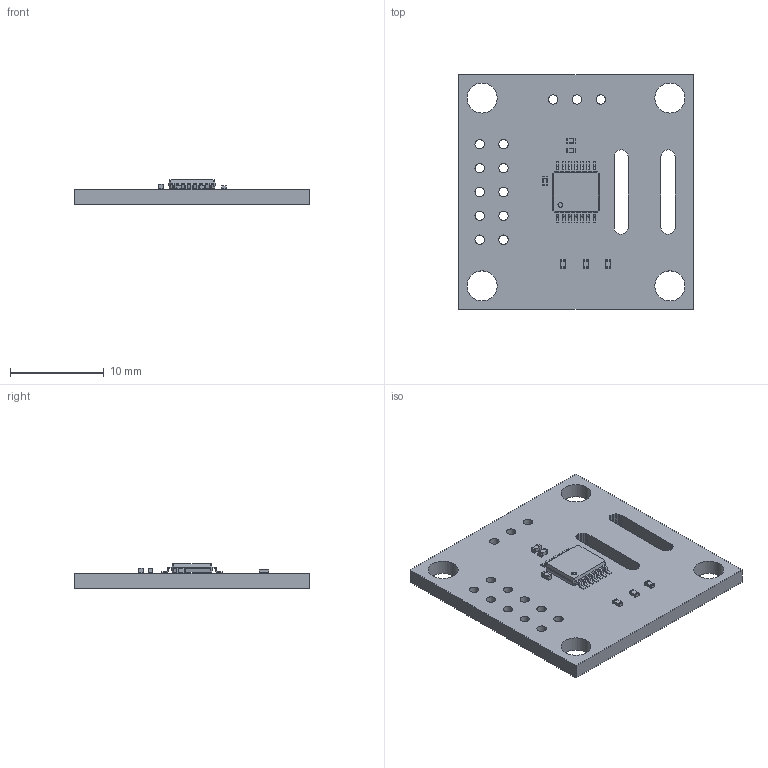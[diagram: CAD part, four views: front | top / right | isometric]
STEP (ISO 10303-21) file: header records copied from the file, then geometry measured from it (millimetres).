
FILE_DESCRIPTION(('KiCad electronic assembly'),'2;1');
FILE_NAME('as5047_breakout.step','2024-09-26T10:14:13',('Pcbnew'),( 'Kicad'),'Open CASCADE STEP processor 7.6','KiCad to STEP converter' ,'Unknown');
FILE_SCHEMA(('AUTOMOTIVE_DESIGN { 1 0 10303 214 1 1 1 1 }'));
Length unit declared in the file: millimetre
Products named in the file (8): as5047_breakout 1; TSSOP-14_4.4x5mm_P0.65mm; TSSOP_14_44x5mm_P065mm; R_0402_1005Metric; C_0402_1005Metric; _autosave-as5047_breakout PCB
Assembly tree (11 placements, depth 3):
  as5047_breakout 1
    TSSOP-14_4.4x5mm_P0.65mm
      TSSOP_14_44x5mm_P065mm
    R_0402_1005Metric  x3
      R_0402_1005Metric
    C_0402_1005Metric  x3
      C_0402_1005Metric
    _autosave-as5047_breakout PCB
Bounding box: 25 x 25 x 2.65 mm (x, y, z)
Volume: 911.3 mm3; surface area: 1552.3 mm2
Topology: 8 solids, 8 shells, 491 faces, 1312 edges, 844 vertices
Faces by surface type: plane 319, cylinder 134, bspline 38
Full cylindrical faces by diameter (mm): 0.5 x1, 1 x13, 3.2 x4
Entity records: 27701 total; most frequent: CARTESIAN_POINT 5159, DIRECTION 3654, LINE 2486, VECTOR 2486, ORIENTED_EDGE 2064, PCURVE 2064, DEFINITIONAL_REPRESENTATION 2064, EDGE_CURVE 1032
